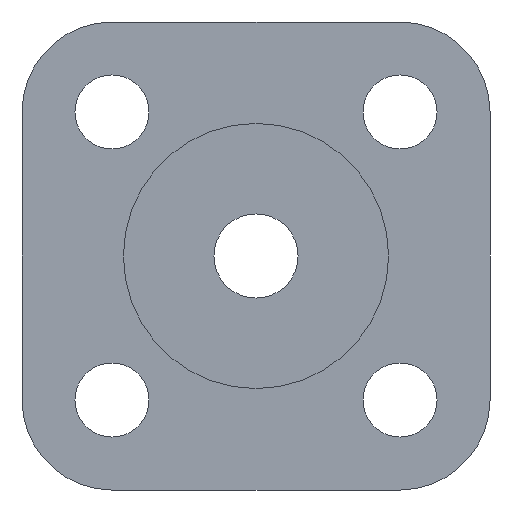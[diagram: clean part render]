
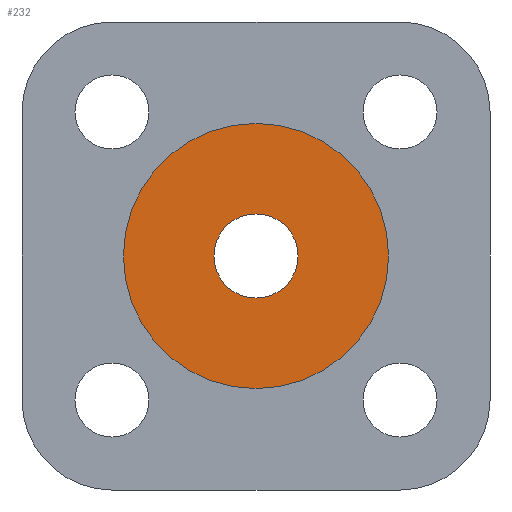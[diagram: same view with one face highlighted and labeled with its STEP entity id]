
A CAD part, front view. The second image highlights one B-rep face of the part: STEP entity #232.
In plain terms, the highlighted planar face has unit normal (0, -1, 0).
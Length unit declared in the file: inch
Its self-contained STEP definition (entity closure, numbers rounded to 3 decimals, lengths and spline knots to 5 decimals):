
#38 = FACE_OUTER_BOUND ( 'NONE', #1209, .T. ) ;
#151 = VERTEX_POINT ( 'NONE', #188 ) ;
#160 = AXIS2_PLACEMENT_3D ( 'NONE', #1300, #1064, #1283 ) ;
#171 = AXIS2_PLACEMENT_3D ( 'NONE', #757, #1256, #1259 ) ;
#188 = CARTESIAN_POINT ( 'NONE',  ( 0., -0.1, -0.2505 ) ) ;
#232 = ADVANCED_FACE ( 'NONE', ( #38, #536 ), #1301, .T. ) ;
#237 = EDGE_CURVE ( 'NONE', #991, #854, #863, .T. ) ;
#339 = ORIENTED_EDGE ( 'NONE', *, *, #237, .T. ) ;
#412 = AXIS2_PLACEMENT_3D ( 'NONE', #689, #688, #686 ) ;
#427 = CARTESIAN_POINT ( 'NONE',  ( 0., -0.1, 0.2505 ) ) ;
#487 = ORIENTED_EDGE ( 'NONE', *, *, #827, .T. ) ;
#536 = FACE_BOUND ( 'NONE', #558, .T. ) ;
#558 = EDGE_LOOP ( 'NONE', ( #1109, #339 ) ) ;
#632 = EDGE_CURVE ( 'NONE', #854, #991, #908, .T. ) ;
#680 = CARTESIAN_POINT ( 'NONE',  ( 0., -0.1, -0.0795 ) ) ;
#686 = DIRECTION ( 'NONE',  ( 0., 0., -1. ) ) ;
#688 = DIRECTION ( 'NONE',  ( 0., -1., 0. ) ) ;
#689 = CARTESIAN_POINT ( 'NONE',  ( 0., -0.1, 0. ) ) ;
#712 = ORIENTED_EDGE ( 'NONE', *, *, #1414, .T. ) ;
#757 = CARTESIAN_POINT ( 'NONE',  ( 0., -0.1, 0. ) ) ;
#803 = AXIS2_PLACEMENT_3D ( 'NONE', #919, #918, #910 ) ;
#827 = EDGE_CURVE ( 'NONE', #1153, #151, #1411, .T. ) ;
#854 = VERTEX_POINT ( 'NONE', #860 ) ;
#860 = CARTESIAN_POINT ( 'NONE',  ( 0., -0.1, 0.0795 ) ) ;
#863 = CIRCLE ( 'NONE', #160, 0.0795 ) ;
#908 = CIRCLE ( 'NONE', #928, 0.0795 ) ;
#910 = DIRECTION ( 'NONE',  ( 0., 0., -1. ) ) ;
#918 = DIRECTION ( 'NONE',  ( 0., -1., 0. ) ) ;
#919 = CARTESIAN_POINT ( 'NONE',  ( 0., -0.1, 0. ) ) ;
#928 = AXIS2_PLACEMENT_3D ( 'NONE', #1100, #1097, #1096 ) ;
#991 = VERTEX_POINT ( 'NONE', #680 ) ;
#1064 = DIRECTION ( 'NONE',  ( 0., 1., 0. ) ) ;
#1096 = DIRECTION ( 'NONE',  ( 0., 0., -1. ) ) ;
#1097 = DIRECTION ( 'NONE',  ( 0., 1., 0. ) ) ;
#1100 = CARTESIAN_POINT ( 'NONE',  ( 0., -0.1, 0. ) ) ;
#1109 = ORIENTED_EDGE ( 'NONE', *, *, #632, .T. ) ;
#1153 = VERTEX_POINT ( 'NONE', #427 ) ;
#1209 = EDGE_LOOP ( 'NONE', ( #712, #487 ) ) ;
#1256 = DIRECTION ( 'NONE',  ( 0., -1., 0. ) ) ;
#1259 = DIRECTION ( 'NONE',  ( 0., 0., -1. ) ) ;
#1283 = DIRECTION ( 'NONE',  ( 0., 0., -1. ) ) ;
#1300 = CARTESIAN_POINT ( 'NONE',  ( 0., -0.1, 0. ) ) ;
#1301 = PLANE ( 'NONE',  #171 ) ;
#1406 = CIRCLE ( 'NONE', #412, 0.2505 ) ;
#1411 = CIRCLE ( 'NONE', #803, 0.2505 ) ;
#1414 = EDGE_CURVE ( 'NONE', #151, #1153, #1406, .T. ) ;
